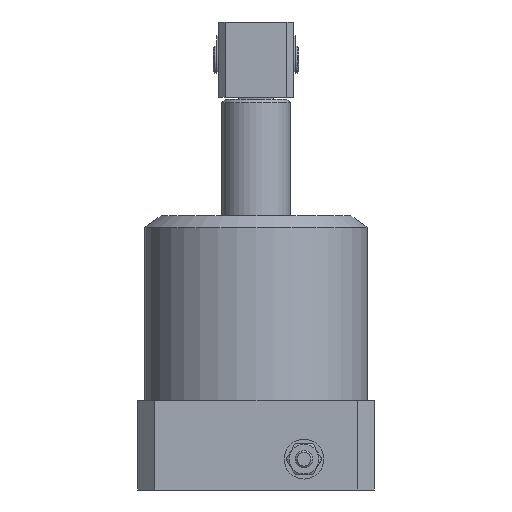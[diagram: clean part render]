
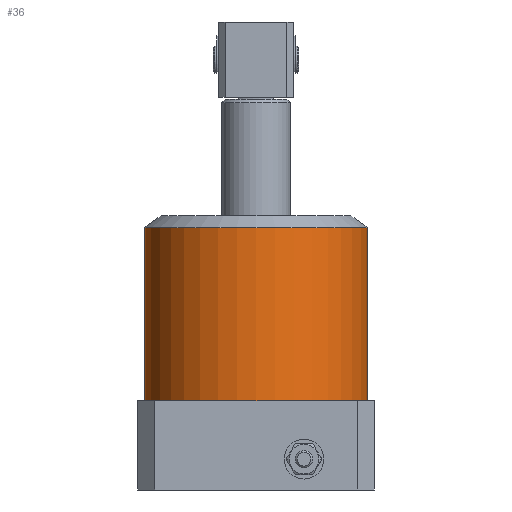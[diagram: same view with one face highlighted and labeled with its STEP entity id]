
A CAD part, front view. The second image highlights one B-rep face of the part: STEP entity #36.
In plain terms, the highlighted cylindrical face has radius 32.5 mm (diameter 65 mm), a partial arc.
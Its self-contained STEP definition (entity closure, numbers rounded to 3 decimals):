
#36 = ADVANCED_FACE ( 'NONE', ( #230 ), #242, .T. ) ;
#230 = FACE_OUTER_BOUND ( 'NONE', #3450, .T. ) ;
#242 = CYLINDRICAL_SURFACE ( 'NONE', #7798, 32.5 ) ;
#606 = EDGE_CURVE ( 'NONE', #5399, #5450, #6732, .T. ) ;
#891 = CARTESIAN_POINT ( 'NONE',  ( -32.5, 0., 76.5 ) ) ;
#903 = CARTESIAN_POINT ( 'NONE',  ( 32.5, 0., 26. ) ) ;
#942 = CARTESIAN_POINT ( 'NONE',  ( 32.5, 0., 76.5 ) ) ;
#957 = CARTESIAN_POINT ( 'NONE',  ( -32.5, 0., 26. ) ) ;
#1240 = DIRECTION ( 'NONE',  ( 1., 0., 0. ) ) ;
#1241 = DIRECTION ( 'NONE',  ( 0., 0., 1. ) ) ;
#1242 = CARTESIAN_POINT ( 'NONE',  ( 0., 0., 76.5 ) ) ;
#1858 = AXIS2_PLACEMENT_3D ( 'NONE', #7983, #7984, #7985 ) ;
#1921 = LINE ( 'NONE', #2948, #1926 ) ;
#1926 = VECTOR ( 'NONE', #2949, 1000. ) ;
#2006 = CIRCLE ( 'NONE', #1858, 32.5 ) ;
#2948 = CARTESIAN_POINT ( 'NONE',  ( -32.5, 0., 80. ) ) ;
#2949 = DIRECTION ( 'NONE',  ( 0., 0., -1. ) ) ;
#3450 = EDGE_LOOP ( 'NONE', ( #7178, #7177, #7176, #7175 ) ) ;
#4420 = DIRECTION ( 'NONE',  ( 0., 0., -1. ) ) ;
#4424 = CARTESIAN_POINT ( 'NONE',  ( 32.5, 0., 80. ) ) ;
#4903 = AXIS2_PLACEMENT_3D ( 'NONE', #1242, #1241, #1240 ) ;
#5040 = EDGE_CURVE ( 'NONE', #5450, #5411, #6824, .T. ) ;
#5399 = VERTEX_POINT ( 'NONE', #891 ) ;
#5411 = VERTEX_POINT ( 'NONE', #903 ) ;
#5450 = VERTEX_POINT ( 'NONE', #942 ) ;
#5465 = VERTEX_POINT ( 'NONE', #957 ) ;
#6102 = CARTESIAN_POINT ( 'NONE',  ( 0., 0., 80. ) ) ;
#6104 = DIRECTION ( 'NONE',  ( 0., 0., -1. ) ) ;
#6106 = DIRECTION ( 'NONE',  ( -1., 0., 0. ) ) ;
#6732 = CIRCLE ( 'NONE', #4903, 32.5 ) ;
#6824 = LINE ( 'NONE', #4424, #6835 ) ;
#6835 = VECTOR ( 'NONE', #4420, 1000. ) ;
#7175 = ORIENTED_EDGE ( 'NONE', *, *, #7827, .T. ) ;
#7176 = ORIENTED_EDGE ( 'NONE', *, *, #7652, .T. ) ;
#7177 = ORIENTED_EDGE ( 'NONE', *, *, #606, .F. ) ;
#7178 = ORIENTED_EDGE ( 'NONE', *, *, #5040, .F. ) ;
#7652 = EDGE_CURVE ( 'NONE', #5399, #5465, #1921, .T. ) ;
#7798 = AXIS2_PLACEMENT_3D ( 'NONE', #6102, #6104, #6106 ) ;
#7827 = EDGE_CURVE ( 'NONE', #5465, #5411, #2006, .T. ) ;
#7983 = CARTESIAN_POINT ( 'NONE',  ( 0., 0., 26. ) ) ;
#7984 = DIRECTION ( 'NONE',  ( 0., 0., 1. ) ) ;
#7985 = DIRECTION ( 'NONE',  ( 1., 0., 0. ) ) ;
